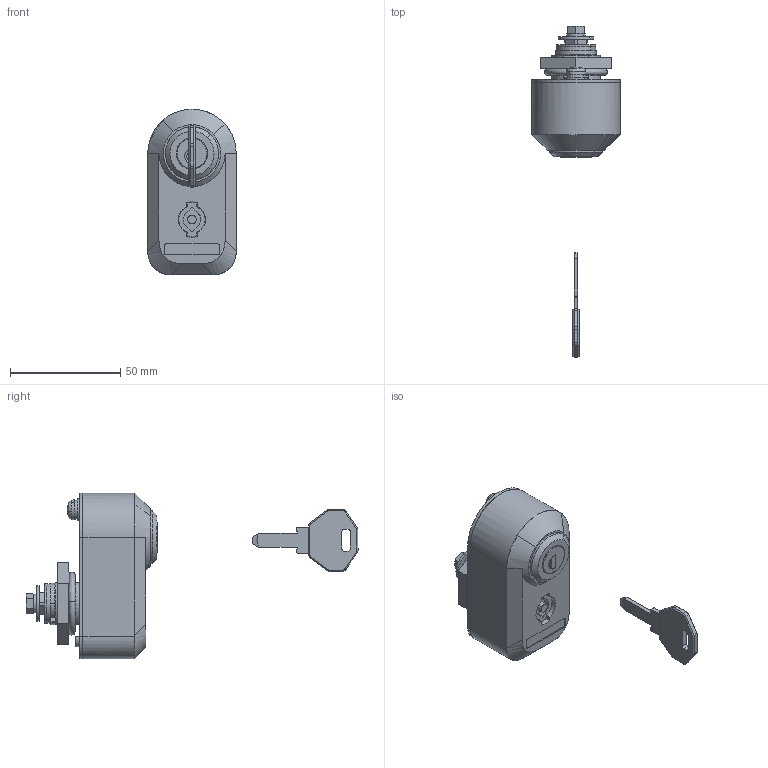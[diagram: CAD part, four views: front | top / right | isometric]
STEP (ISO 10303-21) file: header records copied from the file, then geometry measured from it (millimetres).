
FILE_DESCRIPTION((''),'2;1');
FILE_NAME('','2006-02-22T15:55:42',(''),(''),'','CADfix','');
FILE_SCHEMA(('AUTOMOTIVE_DESIGN'));
Length unit declared in the file: millimetre
Products named in the file (11): washer_C; washer_B; screw; packing; nut; lock; key; control_cam; bolt; body; THA_437_18289_36
Assembly tree (10 placements, depth 2):
  THA_437_18289_36
    washer_C
    washer_B
    screw
    packing
    nut
    lock
    key
    control_cam
    bolt
    body
Bounding box: 40 x 150.51 x 75 mm (x, y, z)
Volume: 92210.6 mm3; surface area: 27665.4 mm2
Topology: 10 solids, 10 shells, 345 faces, 1051 edges, 747 vertices
Faces by surface type: bspline 345
Entity records: 14676 total; most frequent: CARTESIAN_POINT 8179, ORIENTED_EDGE 2082, EDGE_CURVE 1041, VERTEX_POINT 742, QUASI_UNIFORM_CURVE 526, B_SPLINE_CURVE_WITH_KNOTS 513, EDGE_LOOP 377, FACE_OUTER_BOUND 340
